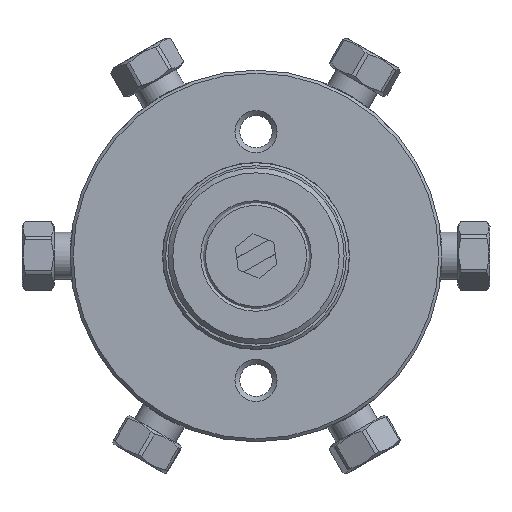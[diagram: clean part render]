
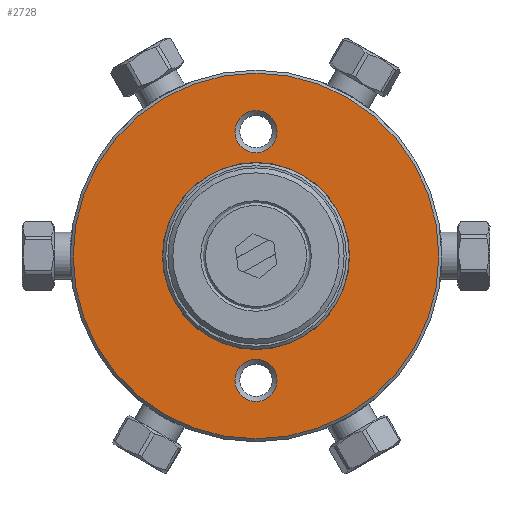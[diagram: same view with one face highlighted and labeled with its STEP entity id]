
A CAD part, left-side view. The second image highlights one B-rep face of the part: STEP entity #2728.
In plain terms, the highlighted planar face has unit normal (-1, 0, 0).
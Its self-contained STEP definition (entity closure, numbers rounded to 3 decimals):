
#1468=CARTESIAN_POINT('',(6.35,0.,14.851));
#1469=VERTEX_POINT('',#1468);
#1470=CARTESIAN_POINT('',(6.35,0.,12.7));
#1471=DIRECTION('',(-1.0,0.0,0.0));
#1472=DIRECTION('',(0.0,0.0,-1.0));
#1473=AXIS2_PLACEMENT_3D('',#1470,#1471,#1472);
#1474=CIRCLE('',#1473,2.151);
#1475=EDGE_CURVE('',#1469,#1469,#1474,.T.);
#1496=CARTESIAN_POINT('',(6.35,0.,-10.549));
#1497=VERTEX_POINT('',#1496);
#1498=CARTESIAN_POINT('',(6.35,0.,-12.7));
#1499=DIRECTION('',(-1.0,0.0,0.0));
#1500=DIRECTION('',(0.0,0.0,-1.0));
#1501=AXIS2_PLACEMENT_3D('',#1498,#1499,#1500);
#1502=CIRCLE('',#1501,2.151);
#1503=EDGE_CURVE('',#1497,#1497,#1502,.T.);
#1615=CARTESIAN_POINT('',(6.35,18.687,0.));
#1616=VERTEX_POINT('',#1615);
#1617=CARTESIAN_POINT('',(6.35,0.,0.0));
#1618=DIRECTION('',(1.0,0.0,0.0));
#1619=DIRECTION('',(0.0,-1.0,0.0));
#1620=AXIS2_PLACEMENT_3D('',#1617,#1618,#1619);
#1621=CIRCLE('',#1620,18.687);
#1622=EDGE_CURVE('',#1616,#1616,#1621,.T.);
#2703=CARTESIAN_POINT('',(6.35,14.256,0.0));
#2704=DIRECTION('',(-1.0,0.0,0.0));
#2705=DIRECTION('',(0.0,0.0,1.0));
#2706=AXIS2_PLACEMENT_3D('',#2703,#2704,#2705);
#2707=PLANE('',#2706);
#2708=ORIENTED_EDGE('',*,*,#1622,.F.);
#2709=EDGE_LOOP('',(#2708));
#2710=FACE_OUTER_BOUND('',#2709,.T.);
#2711=ORIENTED_EDGE('',*,*,#1475,.F.);
#2712=EDGE_LOOP('',(#2711));
#2713=FACE_BOUND('',#2712,.T.);
#2714=CARTESIAN_POINT('',(6.35,9.55,0.));
#2715=VERTEX_POINT('',#2714);
#2716=CARTESIAN_POINT('',(6.35,0.,0.0));
#2717=DIRECTION('',(-1.0,0.0,0.0));
#2718=DIRECTION('',(0.0,-1.0,0.0));
#2719=AXIS2_PLACEMENT_3D('',#2716,#2717,#2718);
#2720=CIRCLE('',#2719,9.55);
#2721=EDGE_CURVE('',#2715,#2715,#2720,.T.);
#2722=ORIENTED_EDGE('',*,*,#2721,.F.);
#2723=EDGE_LOOP('',(#2722));
#2724=FACE_BOUND('',#2723,.T.);
#2725=ORIENTED_EDGE('',*,*,#1503,.F.);
#2726=EDGE_LOOP('',(#2725));
#2727=FACE_BOUND('',#2726,.T.);
#2728=ADVANCED_FACE('',(#2710,#2713,#2724,#2727),#2707,.T.);
